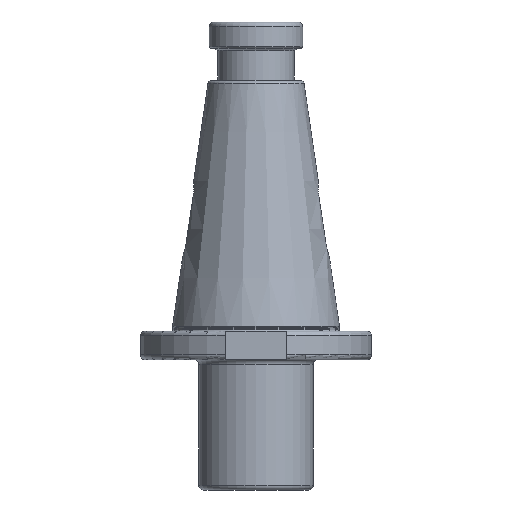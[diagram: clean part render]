
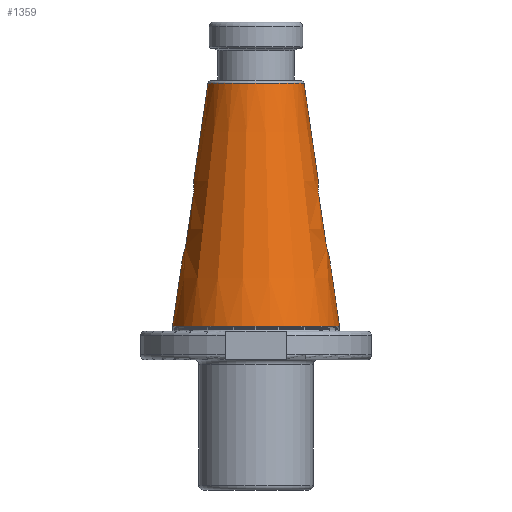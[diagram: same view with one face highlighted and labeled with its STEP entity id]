
A CAD part, left-side view. The second image highlights one B-rep face of the part: STEP entity #1359.
In plain terms, the highlighted conical face has half-angle 8.297 degrees and reference radius 27.65 mm.
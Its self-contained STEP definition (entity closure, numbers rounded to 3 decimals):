
#41=CARTESIAN_POINT('',(0,26.175,75.2));
#50=CARTESIAN_POINT('',(0,30.842,43.2));
#83=CARTESIAN_POINT('',(0.,-30.842,43.2));
#92=CARTESIAN_POINT('',(0,-26.175,75.2));
#115=CARTESIAN_POINT('',(-5.95,-26.38,69.25));
#116=CARTESIAN_POINT('',(-5.95,-26.337,69.535));
#117=CARTESIAN_POINT('',(-5.909,-26.262,70.103));
#118=CARTESIAN_POINT('',(-5.727,-26.178,70.936));
#119=CARTESIAN_POINT('',(-5.432,-26.123,71.727));
#120=CARTESIAN_POINT('',(-5.025,-26.095,72.473));
#121=CARTESIAN_POINT('',(-4.523,-26.087,73.146));
#122=CARTESIAN_POINT('',(-3.924,-26.096,73.749));
#123=CARTESIAN_POINT('',(-3.251,-26.114,74.258));
#124=CARTESIAN_POINT('',(-2.5,-26.137,74.672));
#125=CARTESIAN_POINT('',(-1.701,-26.157,74.973));
#126=CARTESIAN_POINT('',(-0.859,-26.172,
75.159));
#127=CARTESIAN_POINT('',(-0.287,-26.175,75.2));
#128=CARTESIAN_POINT('',(0,-26.175,75.2));
#130=CARTESIAN_POINT('',(-5.95,-29.377,49.15));
#131=CARTESIAN_POINT('',(-5.95,-29.033,51.464));
#132=CARTESIAN_POINT('',(-5.95,-28.352,56.039));
#133=CARTESIAN_POINT('',(-5.95,-27.353,62.738));
#134=CARTESIAN_POINT('',(-5.95,-26.702,67.097));
#135=CARTESIAN_POINT('',(-5.95,-26.38,69.25));
#137=CARTESIAN_POINT('',(0.,-30.842,43.2));
#138=CARTESIAN_POINT('',(-0.274,-30.842,43.2));
#139=CARTESIAN_POINT('',(-0.825,-30.829,
43.238));
#140=CARTESIAN_POINT('',(-1.645,-30.77,43.412));
#141=CARTESIAN_POINT('',(-2.431,-30.676,43.697));
#142=CARTESIAN_POINT('',(-3.181,-30.548,44.098));
#143=CARTESIAN_POINT('',(-3.867,-30.395,44.601));
#144=CARTESIAN_POINT('',(-4.485,-30.22,45.208));
#145=CARTESIAN_POINT('',(-5.007,-30.035,45.896));
#146=CARTESIAN_POINT('',(-5.427,-29.849,46.659));
#147=CARTESIAN_POINT('',(-5.728,-29.672,47.467));
#148=CARTESIAN_POINT('',(-5.911,-29.511,48.308));
#149=CARTESIAN_POINT('',(-5.95,-29.419,48.87));
#150=CARTESIAN_POINT('',(-5.95,-29.377,49.15));
#152=DIRECTION('',(0,0.144,0.99));
#153=VECTOR('',#152,29.509);
#154=CARTESIAN_POINT('',(0,-35.1,14));
#155=LINE('',#154,#153);
#156=CARTESIAN_POINT('',(0,0,14));
#157=DIRECTION('',(0,0,1));
#158=DIRECTION('',(0,1,0));
#159=AXIS2_PLACEMENT_3D('',#156,#157,#158);
#161=DIRECTION('',(0,-0.144,0.99));
#162=VECTOR('',#161,29.509);
#163=CARTESIAN_POINT('',(0,35.1,14));
#164=LINE('',#163,#162);
#165=CARTESIAN_POINT('',(-5.95,29.377,49.15));
#166=CARTESIAN_POINT('',(-5.95,29.419,48.871));
#167=CARTESIAN_POINT('',(-5.911,29.51,48.31));
#168=CARTESIAN_POINT('',(-5.729,29.671,47.47));
#169=CARTESIAN_POINT('',(-5.428,29.848,46.662));
#170=CARTESIAN_POINT('',(-5.008,30.035,45.898));
#171=CARTESIAN_POINT('',(-4.486,30.219,45.21));
#172=CARTESIAN_POINT('',(-3.868,30.395,44.602));
#173=CARTESIAN_POINT('',(-3.182,30.548,44.099));
#174=CARTESIAN_POINT('',(-2.431,30.676,43.698));
#175=CARTESIAN_POINT('',(-1.646,30.77,43.412));
#176=CARTESIAN_POINT('',(-0.826,30.829,43.238));
#177=CARTESIAN_POINT('',(-0.275,30.842,43.2));
#178=CARTESIAN_POINT('',(0,30.842,43.2));
#180=CARTESIAN_POINT('',(-5.95,26.38,69.25));
#181=CARTESIAN_POINT('',(-5.95,26.702,67.098));
#182=CARTESIAN_POINT('',(-5.95,27.353,62.74));
#183=CARTESIAN_POINT('',(-5.95,28.352,56.041));
#184=CARTESIAN_POINT('',(-5.95,29.033,51.465));
#185=CARTESIAN_POINT('',(-5.95,29.377,49.15));
#187=CARTESIAN_POINT('',(0,26.175,75.2));
#188=CARTESIAN_POINT('',(-0.287,26.175,75.2));
#189=CARTESIAN_POINT('',(-0.862,26.172,75.158));
#190=CARTESIAN_POINT('',(-1.707,26.157,74.972));
#191=CARTESIAN_POINT('',(-2.507,26.136,74.669));
#192=CARTESIAN_POINT('',(-3.259,26.114,74.252));
#193=CARTESIAN_POINT('',(-3.933,26.096,73.742));
#194=CARTESIAN_POINT('',(-4.53,26.087,73.138));
#195=CARTESIAN_POINT('',(-5.03,26.095,72.465));
#196=CARTESIAN_POINT('',(-5.434,26.124,71.722));
#197=CARTESIAN_POINT('',(-5.728,26.178,70.933));
#198=CARTESIAN_POINT('',(-5.909,26.262,70.103));
#199=CARTESIAN_POINT('',(-5.95,26.337,69.535));
#200=CARTESIAN_POINT('',(-5.95,26.38,69.25));
#202=DIRECTION('',(0,-0.144,0.99));
#203=VECTOR('',#202,41.407);
#204=CARTESIAN_POINT('',(0,26.175,75.2));
#205=LINE('',#204,#203);
#206=DIRECTION('',(0,0.144,0.99));
#207=VECTOR('',#206,41.407);
#208=CARTESIAN_POINT('',(0,-26.175,75.2));
#209=LINE('',#208,#207);
#696=CARTESIAN_POINT('',(0,0,116.173));
#697=DIRECTION('',(0,0,1));
#698=DIRECTION('',(0,1,0));
#699=AXIS2_PLACEMENT_3D('',#696,#697,#698);
#1049=CARTESIAN_POINT('',(0,35.1,14));
#1050=VERTEX_POINT('',#1049);
#1051=CARTESIAN_POINT('',(0,20.2,116.173));
#1053=VERTEX_POINT('',#1051);
#1089=CARTESIAN_POINT('',(0,-35.1,14));
#1090=VERTEX_POINT('',#1089);
#1091=CARTESIAN_POINT('',(0,-20.2,116.173));
#1093=VERTEX_POINT('',#1091);
#1194=VERTEX_POINT('',#41);
#1195=VERTEX_POINT('',#92);
#1199=VERTEX_POINT('',#50);
#1200=VERTEX_POINT('',#83);
#1201=VERTEX_POINT('',#115);
#1202=VERTEX_POINT('',#200);
#1203=VERTEX_POINT('',#150);
#1204=VERTEX_POINT('',#165);
#1336=CARTESIAN_POINT('',(0,0,65.087));
#1337=DIRECTION('',(0,0,-1));
#1338=DIRECTION('',(0,-1,0));
#1339=AXIS2_PLACEMENT_3D('',#1336,#1337,#1338);
#1340=CONICAL_SURFACE('',#1339,27.65,8.297);
#1341=ORIENTED_EDGE('',*,*,#1262,.F.);
#1343=ORIENTED_EDGE('',*,*,#1342,.F.);
#1344=ORIENTED_EDGE('',*,*,#1327,.F.);
#1345=ORIENTED_EDGE('',*,*,#1290,.F.);
#1347=ORIENTED_EDGE('',*,*,#1346,.F.);
#1348=ORIENTED_EDGE('',*,*,#1286,.T.);
#1349=ORIENTED_EDGE('',*,*,#1331,.F.);
#1351=ORIENTED_EDGE('',*,*,#1350,.F.);
#1352=ORIENTED_EDGE('',*,*,#1258,.F.);
#1353=ORIENTED_EDGE('',*,*,#1301,.T.);
#1355=ORIENTED_EDGE('',*,*,#1354,.T.);
#1356=ORIENTED_EDGE('',*,*,#1297,.F.);
#1357=EDGE_LOOP('',(#1341,#1343,#1344,#1345,#1347,#1348,#1349,#1351,#1352,#1353,
#1355,#1356));
#1358=FACE_OUTER_BOUND('',#1357,.F.);
#1359=ADVANCED_FACE('',(#1358),#1340,.T.);
#129=B_SPLINE_CURVE_WITH_KNOTS('',3,(#115,#116,#117,#118,#119,#120,#121,#122,
#123,#124,#125,#126,#127,#128),.UNSPECIFIED.,.F.,.F.,(4,1,1,1,1,1,1,1,1,1,1,4),(
0.0,0.091,0.182,0.273,0.364,
0.455,0.545,0.636,0.727,
0.818,0.909,1),.UNSPECIFIED.);
#136=B_SPLINE_CURVE_WITH_KNOTS('',3,(#130,#131,#132,#133,#134,#135),
.UNSPECIFIED.,.F.,.F.,(4,1,1,4),(0,0.333,0.667,1),
.UNSPECIFIED.);
#151=B_SPLINE_CURVE_WITH_KNOTS('',3,(#137,#138,#139,#140,#141,#142,#143,#144,
#145,#146,#147,#148,#149,#150),.UNSPECIFIED.,.F.,.F.,(4,1,1,1,1,1,1,1,1,1,1,4),(
0.0,0.091,0.182,0.273,0.364,
0.455,0.545,0.636,0.727,
0.818,0.909,1),.UNSPECIFIED.);
#160=CIRCLE('',#159,35.1);
#179=B_SPLINE_CURVE_WITH_KNOTS('',3,(#165,#166,#167,#168,#169,#170,#171,#172,
#173,#174,#175,#176,#177,#178),.UNSPECIFIED.,.F.,.F.,(4,1,1,1,1,1,1,1,1,1,1,4),(
0.0,0.091,0.182,0.273,0.364,
0.455,0.545,0.636,0.727,
0.818,0.909,1),.UNSPECIFIED.);
#186=B_SPLINE_CURVE_WITH_KNOTS('',3,(#180,#181,#182,#183,#184,#185),
.UNSPECIFIED.,.F.,.F.,(4,1,1,4),(0,0.333,0.667,1),
.UNSPECIFIED.);
#201=B_SPLINE_CURVE_WITH_KNOTS('',3,(#187,#188,#189,#190,#191,#192,#193,#194,
#195,#196,#197,#198,#199,#200),.UNSPECIFIED.,.F.,.F.,(4,1,1,1,1,1,1,1,1,1,1,4),(
0.0,0.091,0.182,0.273,0.364,
0.455,0.545,0.636,0.727,
0.818,0.909,1),.UNSPECIFIED.);
#700=CIRCLE('',#699,20.2);
#1258=EDGE_CURVE('',#1194,#1202,#201,.T.);
#1262=EDGE_CURVE('',#1201,#1195,#129,.T.);
#1286=EDGE_CURVE('',#1050,#1199,#164,.T.);
#1290=EDGE_CURVE('',#1090,#1200,#155,.T.);
#1297=EDGE_CURVE('',#1195,#1093,#209,.T.);
#1301=EDGE_CURVE('',#1194,#1053,#205,.T.);
#1327=EDGE_CURVE('',#1200,#1203,#151,.T.);
#1331=EDGE_CURVE('',#1204,#1199,#179,.T.);
#1342=EDGE_CURVE('',#1203,#1201,#136,.T.);
#1346=EDGE_CURVE('',#1050,#1090,#160,.T.);
#1350=EDGE_CURVE('',#1202,#1204,#186,.T.);
#1354=EDGE_CURVE('',#1053,#1093,#700,.T.);
